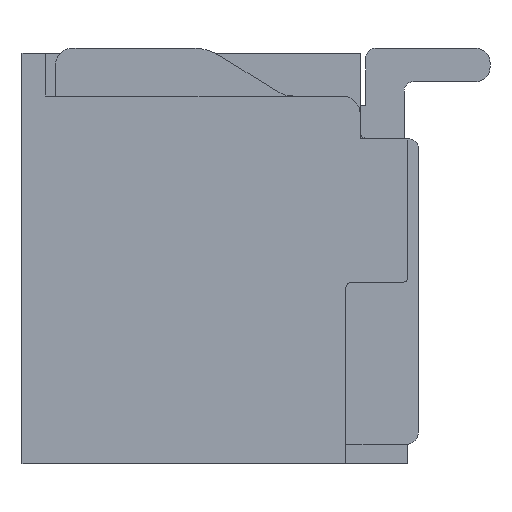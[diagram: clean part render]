
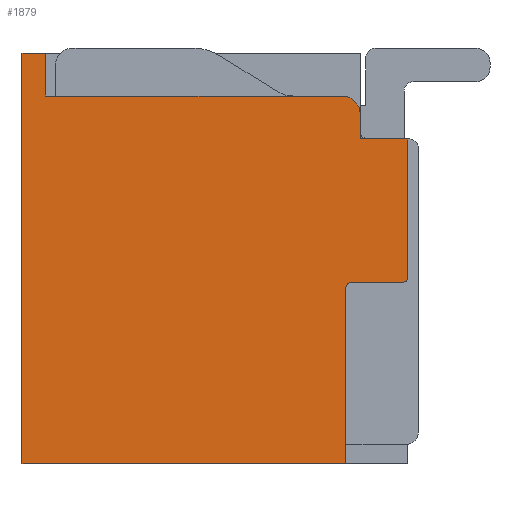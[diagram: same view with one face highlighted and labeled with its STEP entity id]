
A CAD part, left-side view. The second image highlights one B-rep face of the part: STEP entity #1879.
In plain terms, the highlighted planar face has unit normal (-1, 0, 0).
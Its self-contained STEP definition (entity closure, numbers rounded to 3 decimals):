
#105 = EDGE_CURVE ( 'NONE', #5087, #268, #3875, .T. ) ;
#130 = ORIENTED_EDGE ( 'NONE', *, *, #5960, .T. ) ;
#264 = CARTESIAN_POINT ( 'NONE',  ( 3.375, 0., 1.25 ) ) ;
#268 = VERTEX_POINT ( 'NONE', #4771 ) ;
#276 = VERTEX_POINT ( 'NONE', #7387 ) ;
#440 = EDGE_CURVE ( 'NONE', #3270, #1591, #1730, .T. ) ;
#457 = PLANE ( 'NONE',  #8329 ) ;
#501 = DIRECTION ( 'NONE',  ( 0., 0., -1. ) ) ;
#707 = ORIENTED_EDGE ( 'NONE', *, *, #8209, .F. ) ;
#820 = CIRCLE ( 'NONE', #3746, 0.06 ) ;
#839 = VERTEX_POINT ( 'NONE', #264 ) ;
#935 = LINE ( 'NONE', #3030, #1957 ) ;
#1029 = CARTESIAN_POINT ( 'NONE',  ( 3.375, 0.5, 1.512 ) ) ;
#1065 = VECTOR ( 'NONE', #2744, 1000. ) ;
#1080 = EDGE_CURVE ( 'NONE', #5427, #4187, #7095, .T. ) ;
#1115 = DIRECTION ( 'NONE',  ( 1., 0., 0. ) ) ;
#1591 = VERTEX_POINT ( 'NONE', #7341 ) ;
#1606 = CARTESIAN_POINT ( 'NONE',  ( 3.375, 0., -0.198 ) ) ;
#1705 = CARTESIAN_POINT ( 'NONE',  ( 3.375, 0.59, -0.25 ) ) ;
#1730 = LINE ( 'NONE', #3822, #7663 ) ;
#1856 = ORIENTED_EDGE ( 'NONE', *, *, #440, .F. ) ;
#1879 = ADVANCED_FACE ( 'NONE', ( #7633 ), #457, .T. ) ;
#1896 = EDGE_CURVE ( 'NONE', #7464, #276, #935, .T. ) ;
#1957 = VECTOR ( 'NONE', #3596, 1000. ) ;
#2030 = CARTESIAN_POINT ( 'NONE',  ( 3.375, 0., 1.25 ) ) ;
#2154 = DIRECTION ( 'NONE',  ( 0., 1., 0. ) ) ;
#2209 = EDGE_CURVE ( 'NONE', #276, #5087, #820, .T. ) ;
#2483 = CARTESIAN_POINT ( 'NONE',  ( 3.375, 3.79, 1.7 ) ) ;
#2641 = ORIENTED_EDGE ( 'NONE', *, *, #1896, .T. ) ;
#2660 = DIRECTION ( 'NONE',  ( 0., -1., 0. ) ) ;
#2681 = LINE ( 'NONE', #2030, #4522 ) ;
#2719 = CARTESIAN_POINT ( 'NONE',  ( 3.375, 0., -0.198 ) ) ;
#2720 = AXIS2_PLACEMENT_3D ( 'NONE', #5160, #1115, #5077 ) ;
#2744 = DIRECTION ( 'NONE',  ( 0., 1., 0. ) ) ;
#2756 = VERTEX_POINT ( 'NONE', #5773 ) ;
#2792 = EDGE_CURVE ( 'NONE', #2756, #6116, #5049, .T. ) ;
#2824 = LINE ( 'NONE', #7439, #5932 ) ;
#2955 = ORIENTED_EDGE ( 'NONE', *, *, #6246, .F. ) ;
#3030 = CARTESIAN_POINT ( 'NONE',  ( 3.375, 0.65, -2.15 ) ) ;
#3038 = VECTOR ( 'NONE', #5138, 1000. ) ;
#3142 = CARTESIAN_POINT ( 'NONE',  ( 3.375, 3.79, 2.15 ) ) ;
#3154 = LINE ( 'NONE', #3854, #7285 ) ;
#3218 = ORIENTED_EDGE ( 'NONE', *, *, #5964, .T. ) ;
#3270 = VERTEX_POINT ( 'NONE', #4071 ) ;
#3348 = DIRECTION ( 'NONE',  ( 1., 0., 0. ) ) ;
#3370 = ORIENTED_EDGE ( 'NONE', *, *, #6606, .T. ) ;
#3470 = VERTEX_POINT ( 'NONE', #6491 ) ;
#3575 = VECTOR ( 'NONE', #4506, 1000. ) ;
#3596 = DIRECTION ( 'NONE',  ( 0., 0., 1. ) ) ;
#3685 = DIRECTION ( 'NONE',  ( -1., 0., 0. ) ) ;
#3746 = AXIS2_PLACEMENT_3D ( 'NONE', #5704, #4313, #7711 ) ;
#3775 = VECTOR ( 'NONE', #2660, 1000. ) ;
#3822 = CARTESIAN_POINT ( 'NONE',  ( 3.375, 4.04, -2.15 ) ) ;
#3854 = CARTESIAN_POINT ( 'NONE',  ( 3.375, 0.5, 1.512 ) ) ;
#3875 = LINE ( 'NONE', #7218, #3775 ) ;
#4022 = LINE ( 'NONE', #2719, #4963 ) ;
#4071 = CARTESIAN_POINT ( 'NONE',  ( 3.375, 4.04, -2.15 ) ) ;
#4187 = VERTEX_POINT ( 'NONE', #2483 ) ;
#4283 = CARTESIAN_POINT ( 'NONE',  ( 3.375, 0., -2.15 ) ) ;
#4313 = DIRECTION ( 'NONE',  ( 1., 0., 0. ) ) ;
#4498 = AXIS2_PLACEMENT_3D ( 'NONE', #4685, #3348, #4728 ) ;
#4506 = DIRECTION ( 'NONE',  ( 0., 1., 0. ) ) ;
#4522 = VECTOR ( 'NONE', #2154, 1000. ) ;
#4655 = LINE ( 'NONE', #6039, #1065 ) ;
#4685 = CARTESIAN_POINT ( 'NONE',  ( 3.375, 0.688, 1.512 ) ) ;
#4728 = DIRECTION ( 'NONE',  ( 0., 0., 1. ) ) ;
#4771 = CARTESIAN_POINT ( 'NONE',  ( 3.375, 0.052, -0.25 ) ) ;
#4794 = ORIENTED_EDGE ( 'NONE', *, *, #2792, .F. ) ;
#4897 = EDGE_CURVE ( 'NONE', #839, #3470, #2681, .T. ) ;
#4933 = DIRECTION ( 'NONE',  ( 0., 0., 1. ) ) ;
#4963 = VECTOR ( 'NONE', #5400, 1000. ) ;
#5049 = CIRCLE ( 'NONE', #4498, 0.188 ) ;
#5077 = DIRECTION ( 'NONE',  ( 0., -1., 0. ) ) ;
#5087 = VERTEX_POINT ( 'NONE', #1705 ) ;
#5094 = EDGE_LOOP ( 'NONE', ( #3218, #8496, #130, #1856, #2955, #2641, #7093, #8288, #707, #3370, #7588, #5250, #4794 ) ) ;
#5115 = DIRECTION ( 'NONE',  ( 0., 0., 1. ) ) ;
#5138 = DIRECTION ( 'NONE',  ( 0., 0., -1. ) ) ;
#5160 = CARTESIAN_POINT ( 'NONE',  ( 3.375, 0.052, -0.198 ) ) ;
#5250 = ORIENTED_EDGE ( 'NONE', *, *, #7712, .F. ) ;
#5400 = DIRECTION ( 'NONE',  ( 0., 0., 1. ) ) ;
#5427 = VERTEX_POINT ( 'NONE', #7642 ) ;
#5704 = CARTESIAN_POINT ( 'NONE',  ( 3.375, 0.59, -0.31 ) ) ;
#5773 = CARTESIAN_POINT ( 'NONE',  ( 3.375, 0.688, 1.7 ) ) ;
#5834 = CARTESIAN_POINT ( 'NONE',  ( 3.375, 0.65, -2.15 ) ) ;
#5932 = VECTOR ( 'NONE', #6159, 1000. ) ;
#5960 = EDGE_CURVE ( 'NONE', #5427, #1591, #4655, .T. ) ;
#5964 = EDGE_CURVE ( 'NONE', #2756, #4187, #2824, .T. ) ;
#6039 = CARTESIAN_POINT ( 'NONE',  ( 3.375, 3.79, 2.15 ) ) ;
#6116 = VERTEX_POINT ( 'NONE', #1029 ) ;
#6159 = DIRECTION ( 'NONE',  ( 0., 1., 0. ) ) ;
#6246 = EDGE_CURVE ( 'NONE', #7464, #3270, #7858, .T. ) ;
#6462 = CARTESIAN_POINT ( 'NONE',  ( 3.375, 0.65, -2.15 ) ) ;
#6491 = CARTESIAN_POINT ( 'NONE',  ( 3.375, 0.5, 1.25 ) ) ;
#6599 = CIRCLE ( 'NONE', #2720, 0.052 ) ;
#6606 = EDGE_CURVE ( 'NONE', #8155, #839, #4022, .T. ) ;
#7093 = ORIENTED_EDGE ( 'NONE', *, *, #2209, .T. ) ;
#7095 = LINE ( 'NONE', #3142, #3038 ) ;
#7218 = CARTESIAN_POINT ( 'NONE',  ( 3.375, 0.59, -0.25 ) ) ;
#7285 = VECTOR ( 'NONE', #501, 1000. ) ;
#7341 = CARTESIAN_POINT ( 'NONE',  ( 3.375, 4.04, 2.15 ) ) ;
#7387 = CARTESIAN_POINT ( 'NONE',  ( 3.375, 0.65, -0.31 ) ) ;
#7439 = CARTESIAN_POINT ( 'NONE',  ( 3.375, 0.688, 1.7 ) ) ;
#7464 = VERTEX_POINT ( 'NONE', #5834 ) ;
#7588 = ORIENTED_EDGE ( 'NONE', *, *, #4897, .T. ) ;
#7633 = FACE_OUTER_BOUND ( 'NONE', #5094, .T. ) ;
#7642 = CARTESIAN_POINT ( 'NONE',  ( 3.375, 3.79, 2.15 ) ) ;
#7663 = VECTOR ( 'NONE', #5115, 1000. ) ;
#7711 = DIRECTION ( 'NONE',  ( 0., 1., 0. ) ) ;
#7712 = EDGE_CURVE ( 'NONE', #6116, #3470, #3154, .T. ) ;
#7858 = LINE ( 'NONE', #6462, #3575 ) ;
#8155 = VERTEX_POINT ( 'NONE', #1606 ) ;
#8209 = EDGE_CURVE ( 'NONE', #8155, #268, #6599, .T. ) ;
#8288 = ORIENTED_EDGE ( 'NONE', *, *, #105, .T. ) ;
#8329 = AXIS2_PLACEMENT_3D ( 'NONE', #4283, #3685, #4933 ) ;
#8496 = ORIENTED_EDGE ( 'NONE', *, *, #1080, .F. ) ;
